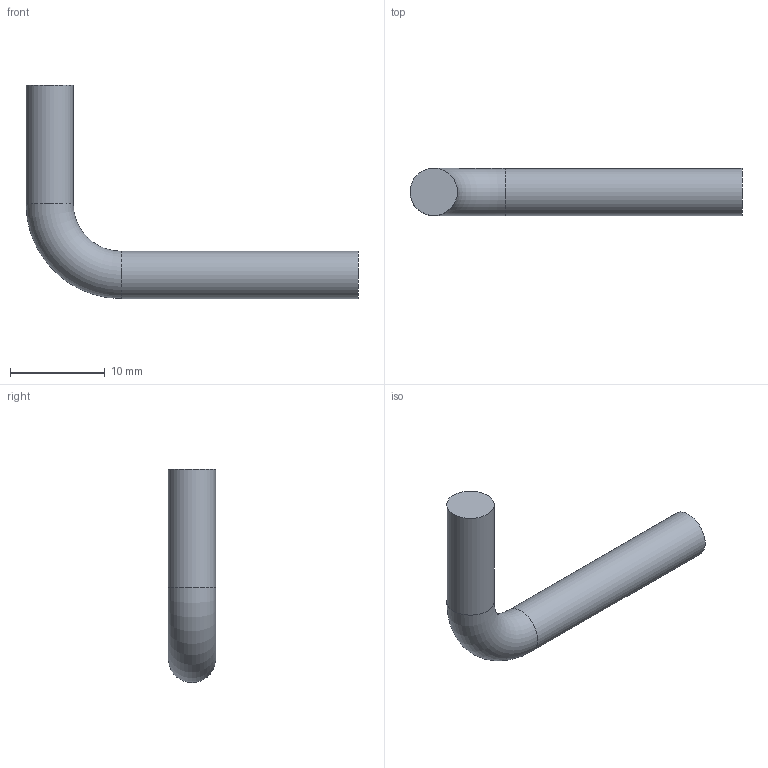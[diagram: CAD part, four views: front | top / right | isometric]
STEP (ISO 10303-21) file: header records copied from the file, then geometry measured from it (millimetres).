
FILE_DESCRIPTION(/* description */ (''),/* implementation_level */ '2;1');
FILE_NAME(/* name */ 'Pipe Bend v1.step',/* time_stamp */ '2020-12-30T10:56:42-08:00',/* author */ (''),/* organization */ (''),/* preprocessor_version */ 'ST-DEVELOPER v18.1',/* originating_system */ 'Autodesk Translation Framework v9.7.0.1280',/* authorisation */ '');
FILE_SCHEMA (('AUTOMOTIVE_DESIGN { 1 0 10303 214 3 1 1 }'));
Length unit declared in the file: millimetre
Products named in the file (1): Pipe Bend
Bounding box: 35.05 x 5 x 22.5 mm (x, y, z)
Volume: 968.6 mm3; surface area: 814.2 mm2
Topology: 1 solids, 1 shells, 5 faces, 9 edges, 6 vertices
Faces by surface type: cylinder 2, plane 2, torus 1
Full cylindrical faces by diameter (mm): 5 x2
Entity records: 163 total; most frequent: DIRECTION 28, CARTESIAN_POINT 21, ORIENTED_EDGE 18, AXIS2_PLACEMENT_3D 13, EDGE_CURVE 9, CIRCLE 7, VERTEX_POINT 6, FACE_OUTER_BOUND 5
